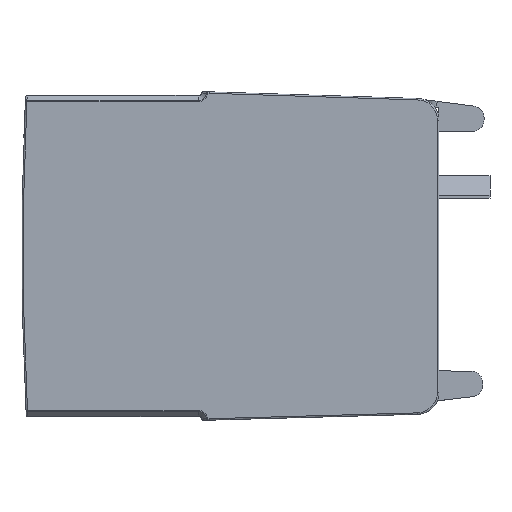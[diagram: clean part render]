
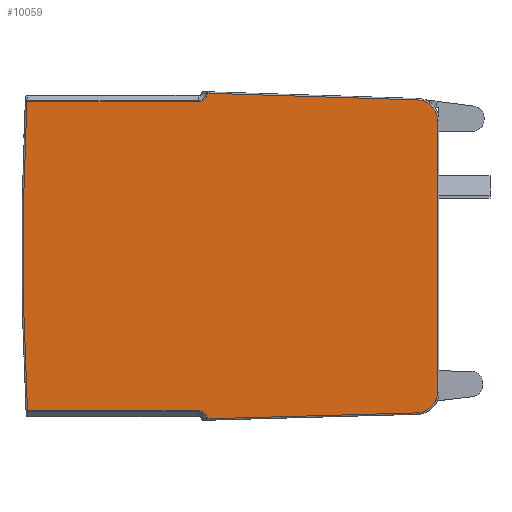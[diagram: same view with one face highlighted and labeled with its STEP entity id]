
A CAD part, left-side view. The second image highlights one B-rep face of the part: STEP entity #10059.
In plain terms, the highlighted planar face has unit normal (-1, 0, 0).
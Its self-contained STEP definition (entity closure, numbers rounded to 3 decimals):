
#722=CARTESIAN_POINT('',(-9.,-342.811,0.));
#723=DIRECTION('',(1.,0.,0.));
#724=DIRECTION('',(0.,0.998,-0.055));
#725=AXIS2_PLACEMENT_3D('',#722,#723,#724);
#730=DIRECTION('',(0.,1.,0.));
#731=VECTOR('',#730,23.467);
#732=CARTESIAN_POINT('',(-9.,33.,20.417));
#733=LINE('',#732,#731);
#737=CARTESIAN_POINT('',(-9.,33.,21.75));
#738=DIRECTION('',(1.,0.,0.));
#739=DIRECTION('',(0.,-0.989,-0.15));
#740=AXIS2_PLACEMENT_3D('',#737,#738,#739);
#745=DIRECTION('',(0.,-1.,0.));
#746=VECTOR('',#745,0.179);
#747=CARTESIAN_POINT('',(-9.,31.682,21.55));
#748=LINE('',#747,#746);
#752=DIRECTION('',(0.,0.999,0.032));
#753=VECTOR('',#752,28.606);
#754=CARTESIAN_POINT('',(-9.,2.911,20.642));
#755=LINE('',#754,#753);
#759=CARTESIAN_POINT('',(-9.,3.,17.844));
#760=DIRECTION('',(-1.,0.,0.));
#761=DIRECTION('',(0.,-1.,0.));
#762=AXIS2_PLACEMENT_3D('',#759,#760,#761);
#767=DIRECTION('',(0.,0.,1.));
#768=VECTOR('',#767,37.294);
#769=CARTESIAN_POINT('',(-9.,0.2,-19.45));
#770=LINE('',#769,#768);
#774=CARTESIAN_POINT('',(-9.,3.,-19.45));
#775=DIRECTION('',(-1.,0.,0.));
#776=DIRECTION('',(0.,-0.028,-1.));
#777=AXIS2_PLACEMENT_3D('',#774,#775,#776);
#782=DIRECTION('',(0.,-1.,0.028));
#783=VECTOR('',#782,28.592);
#784=CARTESIAN_POINT('',(-9.,31.503,-23.05));
#785=LINE('',#784,#783);
#789=DIRECTION('',(0.,1.,0.));
#790=VECTOR('',#789,0.179);
#791=CARTESIAN_POINT('',(-9.,31.503,-23.05));
#792=LINE('',#791,#790);
#796=CARTESIAN_POINT('',(-9.,33.,-23.25));
#797=DIRECTION('',(1.,0.,0.));
#798=DIRECTION('',(0.,0.,1.));
#799=AXIS2_PLACEMENT_3D('',#796,#797,#798);
#804=DIRECTION('',(0.,-1.,0.));
#805=VECTOR('',#804,23.387);
#806=CARTESIAN_POINT('',(-9.,56.387,-21.917));
#807=LINE('',#806,#805);
#8497=CARTESIAN_POINT('',(-9.,33.,20.417));
#8498=VERTEX_POINT('',#8497);
#8501=CARTESIAN_POINT('',(-9.,33.,-21.917));
#8502=VERTEX_POINT('',#8501);
#8529=CARTESIAN_POINT('',(-9.,56.387,-21.917));
#8530=VERTEX_POINT('',#8529);
#8533=CARTESIAN_POINT('',(-9.,56.467,20.417));
#8534=VERTEX_POINT('',#8533);
#8591=CARTESIAN_POINT('',(-9.,31.682,-23.05));
#8592=VERTEX_POINT('',#8591);
#8593=CARTESIAN_POINT('',(-9.,31.503,-23.05));
#8594=VERTEX_POINT('',#8593);
#8599=CARTESIAN_POINT('',(-9.,2.911,20.642));
#8600=CARTESIAN_POINT('',(-9.,31.503,21.55));
#8601=VERTEX_POINT('',#8599);
#8602=VERTEX_POINT('',#8600);
#8603=CARTESIAN_POINT('',(-9.,0.2,17.844));
#8604=VERTEX_POINT('',#8603);
#8607=CARTESIAN_POINT('',(-9.,0.2,-19.45));
#8608=VERTEX_POINT('',#8607);
#8611=CARTESIAN_POINT('',(-9.,2.922,-22.249));
#8612=VERTEX_POINT('',#8611);
#8615=CARTESIAN_POINT('',(-9.,31.682,21.55));
#8616=VERTEX_POINT('',#8615);
#10029=CARTESIAN_POINT('',(-9.,0.,-20.75));
#10030=DIRECTION('',(-1.,0.,0.));
#10031=DIRECTION('',(0.,0.,1.));
#10032=AXIS2_PLACEMENT_3D('',#10029,#10030,#10031);
#10033=PLANE('',#10032);
#10035=ORIENTED_EDGE('',*,*,#10034,.T.);
#10037=ORIENTED_EDGE('',*,*,#10036,.F.);
#10039=ORIENTED_EDGE('',*,*,#10038,.F.);
#10041=ORIENTED_EDGE('',*,*,#10040,.T.);
#10043=ORIENTED_EDGE('',*,*,#10042,.F.);
#10045=ORIENTED_EDGE('',*,*,#10044,.F.);
#10047=ORIENTED_EDGE('',*,*,#10046,.F.);
#10049=ORIENTED_EDGE('',*,*,#10048,.F.);
#10051=ORIENTED_EDGE('',*,*,#10050,.F.);
#10053=ORIENTED_EDGE('',*,*,#10052,.T.);
#10055=ORIENTED_EDGE('',*,*,#10054,.F.);
#10056=ORIENTED_EDGE('',*,*,#10009,.F.);
#10057=EDGE_LOOP('',(#10035,#10037,#10039,#10041,#10043,#10045,#10047,#10049,
#10051,#10053,#10055,#10056));
#10058=FACE_OUTER_BOUND('',#10057,.F.);
#726=CIRCLE('',#725,399.8);
#741=CIRCLE('',#740,1.333);
#763=CIRCLE('',#762,2.8);
#778=CIRCLE('',#777,2.8);
#800=CIRCLE('',#799,1.333);
#10009=EDGE_CURVE('',#8530,#8502,#807,.T.);
#10034=EDGE_CURVE('',#8530,#8534,#726,.T.);
#10036=EDGE_CURVE('',#8498,#8534,#733,.T.);
#10038=EDGE_CURVE('',#8616,#8498,#741,.T.);
#10040=EDGE_CURVE('',#8616,#8602,#748,.T.);
#10042=EDGE_CURVE('',#8601,#8602,#755,.T.);
#10044=EDGE_CURVE('',#8604,#8601,#763,.T.);
#10046=EDGE_CURVE('',#8608,#8604,#770,.T.);
#10048=EDGE_CURVE('',#8612,#8608,#778,.T.);
#10050=EDGE_CURVE('',#8594,#8612,#785,.T.);
#10052=EDGE_CURVE('',#8594,#8592,#792,.T.);
#10054=EDGE_CURVE('',#8502,#8592,#800,.T.);
#10059=ADVANCED_FACE('',(#10058),#10033,.T.);
